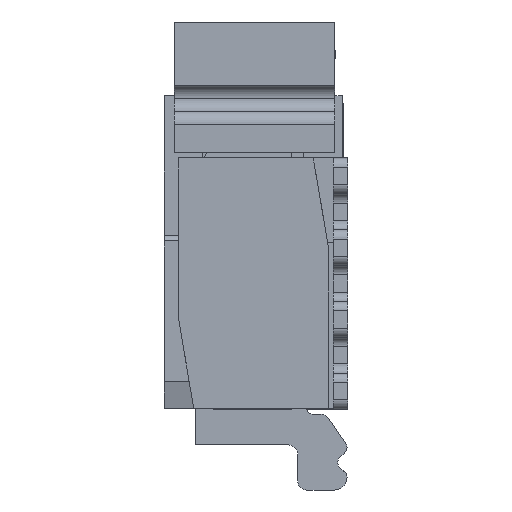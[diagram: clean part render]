
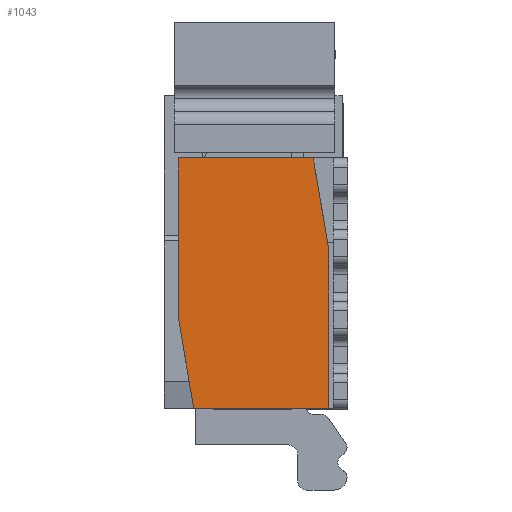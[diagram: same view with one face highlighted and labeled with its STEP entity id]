
A CAD part, left-side view. The second image highlights one B-rep face of the part: STEP entity #1043.
In plain terms, the highlighted planar face has unit normal (-1, 0, 0).
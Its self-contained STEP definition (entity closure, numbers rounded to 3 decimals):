
#1043=ADVANCED_FACE('',(#3131),#3132,.T.);
#3131=FACE_OUTER_BOUND('',#5316,.T.);
#3132=PLANE('',#5317);
#5316=EDGE_LOOP('',(#14252,#14253,#14254,#14255,#14256,#14257));
#5317=AXIS2_PLACEMENT_3D('',#14258,#14259,#14260);
#14252=ORIENTED_EDGE('',*,*,#14992,.F.);
#14253=ORIENTED_EDGE('',*,*,#17975,.F.);
#14254=ORIENTED_EDGE('',*,*,#17976,.F.);
#14255=ORIENTED_EDGE('',*,*,#17411,.T.);
#14256=ORIENTED_EDGE('',*,*,#17974,.T.);
#14257=ORIENTED_EDGE('',*,*,#17977,.F.);
#14258=CARTESIAN_POINT('',(-14.565,-1.245,-4.37));
#14259=DIRECTION('',(-1.0,0.0,0.0));
#14260=DIRECTION('',(0.0,0.0,1.0));
#14992=EDGE_CURVE('',#18148,#18150,#18151,.T.);
#17411=EDGE_CURVE('',#22220,#22218,#22221,.T.);
#17974=EDGE_CURVE('',#22218,#23138,#23140,.T.);
#17975=EDGE_CURVE('',#23141,#18148,#23142,.T.);
#17976=EDGE_CURVE('',#22220,#23141,#23143,.T.);
#17977=EDGE_CURVE('',#18150,#23138,#23144,.T.);
#18148=VERTEX_POINT('',#23363);
#18150=VERTEX_POINT('',#23366);
#18151=LINE('',#23367,#23368);
#22218=VERTEX_POINT('',#29273);
#22220=VERTEX_POINT('',#29276);
#22221=LINE('',#29277,#29278);
#23138=VERTEX_POINT('',#30635);
#23140=LINE('',#30638,#30639);
#23141=VERTEX_POINT('',#30640);
#23142=LINE('',#30641,#30642);
#23143=LINE('',#30643,#30644);
#23144=LINE('',#30645,#30646);
#23363=CARTESIAN_POINT('',(-14.565,-1.05,-4.37));
#23366=CARTESIAN_POINT('',(-14.565,0.835,-4.37));
#23367=CARTESIAN_POINT('',(-14.565,-1.05,-4.37));
#23368=VECTOR('',#30908,1.885);
#29273=CARTESIAN_POINT('',(-14.565,1.05,-0.87));
#29276=CARTESIAN_POINT('',(-14.565,-0.835,-0.87));
#29277=CARTESIAN_POINT('',(-14.565,-0.835,-0.87));
#29278=VECTOR('',#34511,1.885);
#30635=CARTESIAN_POINT('',(-14.565,1.05,-3.1));
#30638=CARTESIAN_POINT('',(-14.565,1.05,-0.87));
#30639=VECTOR('',#35316,2.23);
#30640=CARTESIAN_POINT('',(-14.565,-1.05,-2.14));
#30641=CARTESIAN_POINT('',(-14.565,-1.05,-2.14));
#30642=VECTOR('',#35317,2.23);
#30643=CARTESIAN_POINT('',(-14.565,-0.835,-0.87));
#30644=VECTOR('',#35318,1.288);
#30645=CARTESIAN_POINT('',(-14.565,0.835,-4.37));
#30646=VECTOR('',#35319,1.288);
#30908=DIRECTION('',(0.0,1.0,0.0));
#34511=DIRECTION('',(0.0,1.0,0.0));
#35316=DIRECTION('',(0.0,0.0,-1.0));
#35317=DIRECTION('',(0.0,0.0,-1.0));
#35318=DIRECTION('',(0.0,-0.167,-0.986));
#35319=DIRECTION('',(0.0,0.167,0.986));
